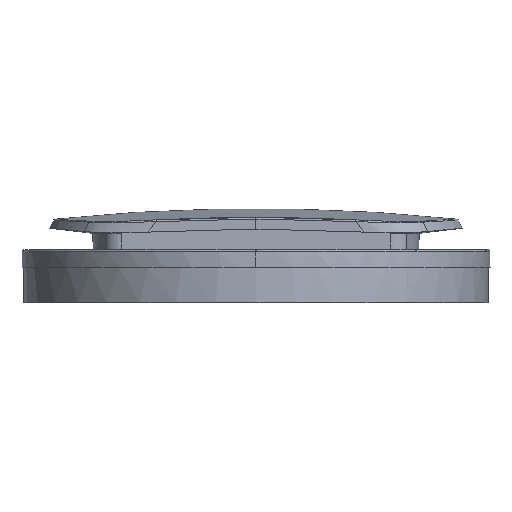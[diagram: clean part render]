
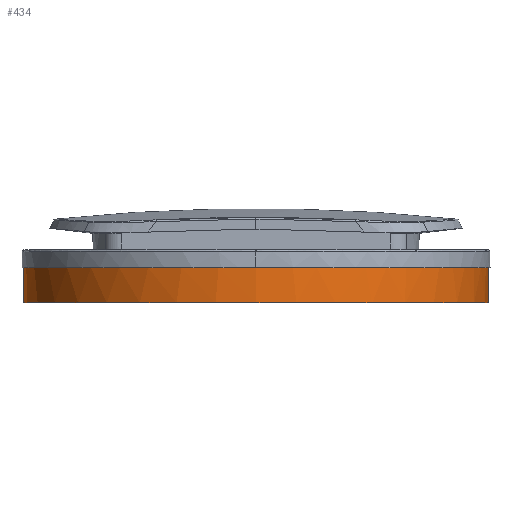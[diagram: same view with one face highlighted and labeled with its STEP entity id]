
A CAD part, left-side view. The second image highlights one B-rep face of the part: STEP entity #434.
In plain terms, the highlighted cylindrical face has radius 26.3 mm (diameter 52.6 mm), a partial arc.
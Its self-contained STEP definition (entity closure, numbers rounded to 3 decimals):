
#143=AXIS2_PLACEMENT_3D('Circle Axis2P3D',#141,#142,$) ;
#360=AXIS2_PLACEMENT_3D('Cylinder Axis2P3D',#357,#358,#359) ;
#136=CARTESIAN_POINT('Vertex',(0.,-26.3,2.5)) ;
#138=CARTESIAN_POINT('Vertex',(0.,26.3,2.5)) ;
#141=CARTESIAN_POINT('Axis2P3D Location',(0.,0.,2.5)) ;
#357=CARTESIAN_POINT('Axis2P3D Location',(0.,0.,6.06)) ;
#362=CARTESIAN_POINT('Line Origine',(0.,26.3,6.06)) ;
#366=CARTESIAN_POINT('Vertex',(0.,26.3,6.499)) ;
#369=CARTESIAN_POINT('Line Origine',(0.,-26.3,6.06)) ;
#373=CARTESIAN_POINT('Vertex',(0.,-26.3,6.499)) ;
#377=CARTESIAN_POINT('Control Point',(-26.3,-0.007,6.499)) ;
#378=CARTESIAN_POINT('Control Point',(-26.3,-1.66,6.499)) ;
#379=CARTESIAN_POINT('Control Point',(-26.169,-3.312,6.499)) ;
#380=CARTESIAN_POINT('Control Point',(-25.909,-4.951,6.499)) ;
#381=CARTESIAN_POINT('Control Point',(-25.137,-8.161,6.499)) ;
#382=CARTESIAN_POINT('Control Point',(-23.876,-11.21,6.499)) ;
#383=CARTESIAN_POINT('Control Point',(-23.125,-12.691,6.499)) ;
#384=CARTESIAN_POINT('Control Point',(-21.386,-15.532,6.499)) ;
#385=CARTESIAN_POINT('Control Point',(-19.223,-18.064,6.499)) ;
#386=CARTESIAN_POINT('Control Point',(-18.048,-19.235,6.499)) ;
#387=CARTESIAN_POINT('Control Point',(-14.276,-22.456,6.499)) ;
#388=CARTESIAN_POINT('Control Point',(-9.821,-24.737,6.499)) ;
#389=CARTESIAN_POINT('Control Point',(-6.622,-25.779,6.499)) ;
#390=CARTESIAN_POINT('Control Point',(-3.312,-26.3,6.499)) ;
#391=CARTESIAN_POINT('Control Point',(0.,-26.3,6.499)) ;
#392=CARTESIAN_POINT('Vertex',(-26.3,-0.007,6.499)) ;
#396=CARTESIAN_POINT('Control Point',(-26.3,-0.007,6.499)) ;
#397=CARTESIAN_POINT('Control Point',(-26.3,1.039,6.499)) ;
#398=CARTESIAN_POINT('Control Point',(-26.249,2.086,6.499)) ;
#399=CARTESIAN_POINT('Control Point',(-26.144,3.158,6.499)) ;
#400=CARTESIAN_POINT('Control Point',(-25.815,5.317,6.499)) ;
#401=CARTESIAN_POINT('Control Point',(-25.264,7.43,6.499)) ;
#402=CARTESIAN_POINT('Control Point',(-24.936,8.457,6.499)) ;
#403=CARTESIAN_POINT('Control Point',(-24.368,9.981,6.499)) ;
#404=CARTESIAN_POINT('Control Point',(-23.685,11.455,6.499)) ;
#405=CARTESIAN_POINT('Control Point',(-23.45,11.924,6.499)) ;
#406=CARTESIAN_POINT('Control Point',(-22.986,12.805,6.499)) ;
#407=CARTESIAN_POINT('Control Point',(-22.481,13.663,6.499)) ;
#408=CARTESIAN_POINT('Control Point',(-22.206,14.109,6.499)) ;
#409=CARTESIAN_POINT('Control Point',(-21.447,15.263,6.499)) ;
#410=CARTESIAN_POINT('Control Point',(-20.613,16.364,6.499)) ;
#411=CARTESIAN_POINT('Control Point',(-20.103,16.985,6.499)) ;
#412=CARTESIAN_POINT('Control Point',(-19.394,17.788,6.499)) ;
#413=CARTESIAN_POINT('Control Point',(-18.645,18.552,6.499)) ;
#414=CARTESIAN_POINT('Control Point',(-18.455,18.741,6.499)) ;
#415=CARTESIAN_POINT('Control Point',(-17.492,19.675,6.499)) ;
#416=CARTESIAN_POINT('Control Point',(-16.47,20.547,6.499)) ;
#417=CARTESIAN_POINT('Control Point',(-15.634,21.19,6.499)) ;
#418=CARTESIAN_POINT('Control Point',(-14.309,22.106,6.499)) ;
#419=CARTESIAN_POINT('Control Point',(-12.92,22.917,6.499)) ;
#420=CARTESIAN_POINT('Control Point',(-12.451,23.175,6.499)) ;
#421=CARTESIAN_POINT('Control Point',(-9.863,24.515,6.499)) ;
#422=CARTESIAN_POINT('Control Point',(-7.097,25.493,6.499)) ;
#423=CARTESIAN_POINT('Control Point',(-4.759,26.031,6.499)) ;
#424=CARTESIAN_POINT('Control Point',(-2.379,26.3,6.499)) ;
#425=CARTESIAN_POINT('Control Point',(0.,26.3,6.499)) ;
#142=DIRECTION('Axis2P3D Direction',(-0.,0.,1.)) ;
#358=DIRECTION('Axis2P3D Direction',(-0.,0.,1.)) ;
#359=DIRECTION('Axis2P3D XDirection',(0.,-1.,0.)) ;
#363=DIRECTION('Vector Direction',(0.,0.,1.)) ;
#370=DIRECTION('Vector Direction',(0.,0.,1.)) ;
#364=VECTOR('Line Direction',#363,1.) ;
#371=VECTOR('Line Direction',#370,1.) ;
#428=ORIENTED_EDGE('',*,*,#368,.F.) ;
#429=ORIENTED_EDGE('',*,*,#145,.T.) ;
#430=ORIENTED_EDGE('',*,*,#375,.T.) ;
#431=ORIENTED_EDGE('',*,*,#394,.F.) ;
#432=ORIENTED_EDGE('',*,*,#426,.T.) ;
#434=ADVANCED_FACE('bague',(#433),#361,.T.) ;
#376=B_SPLINE_CURVE_WITH_KNOTS('',5,(#377,#378,#379,#380,#381,#382,#383,#384,#385,#386,#387,#388,#389,#390,#391),.UNSPECIFIED.,.F.,.U.,(6,3,3,3,6),(0.,11.302,22.523,33.744,56.405),.UNSPECIFIED.) ;
#395=B_SPLINE_CURVE_WITH_KNOTS('',5,(#396,#397,#398,#399,#400,#401,#402,#403,#404,#405,#406,#407,#408,#409,#410,#411,#412,#413,#414,#415,#416,#417,#418,#419,#420,#421,#422,#423,#424,#425),.UNSPECIFIED.,.F.,.U.,(6,3,3,3,3,3,3,3,3,6),(0.,7.158,14.317,18.268,22.22,27.709,29.539,36.885,40.542,56.809),.UNSPECIFIED.) ;
#144=CIRCLE('generated circle',#143,26.3) ;
#361=CYLINDRICAL_SURFACE('generated cylinder',#360,26.3) ;
#145=EDGE_CURVE('',#139,#137,#144,.T.) ;
#368=EDGE_CURVE('',#139,#367,#365,.T.) ;
#375=EDGE_CURVE('',#137,#374,#372,.T.) ;
#394=EDGE_CURVE('',#393,#374,#376,.T.) ;
#426=EDGE_CURVE('',#393,#367,#395,.T.) ;
#427=EDGE_LOOP('',(#428,#429,#430,#431,#432)) ;
#433=FACE_OUTER_BOUND('',#427,.T.) ;
#365=LINE('Line',#362,#364) ;
#372=LINE('Line',#369,#371) ;
#137=VERTEX_POINT('',#136) ;
#139=VERTEX_POINT('',#138) ;
#367=VERTEX_POINT('',#366) ;
#374=VERTEX_POINT('',#373) ;
#393=VERTEX_POINT('',#392) ;
